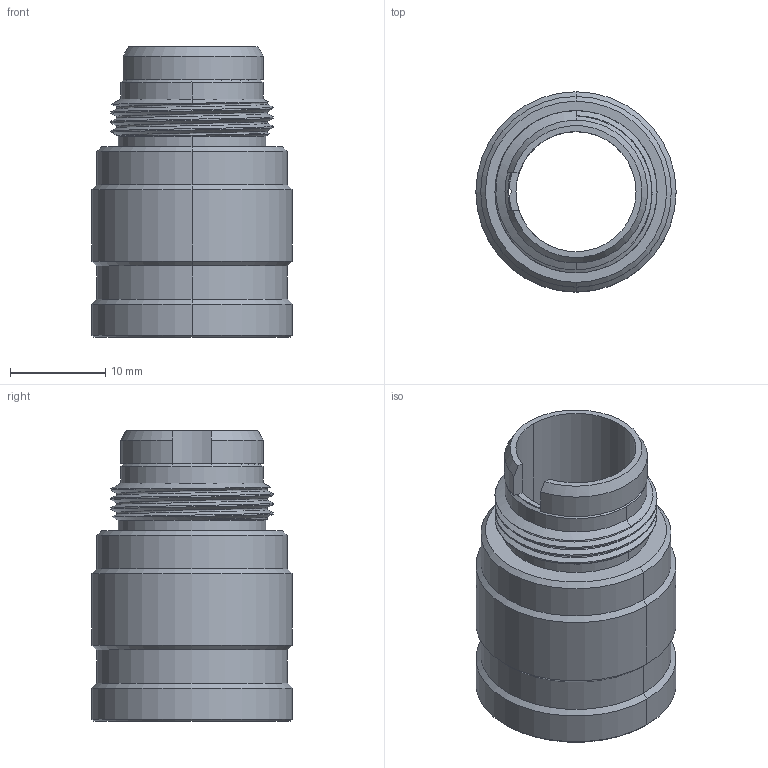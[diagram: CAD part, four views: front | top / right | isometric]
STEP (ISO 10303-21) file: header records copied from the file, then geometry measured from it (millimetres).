
FILE_DESCRIPTION((''),'2;1');
FILE_NAME('13301PM16_ASM','2017-11-15T10:21:34',('laurentbigonski'),('NET AG system integration'),'CREO PARAMETRIC BY PTC INC, 2017260','CREO PARAMETRIC BY PTC INC, 2017260','');
FILE_SCHEMA(('AUTOMOTIVE_DESIGN { 1 0 10303 214 1 1 1 1 }'));
Length unit declared in the file: millimetre
Products named in the file (3): 3308_0421_XXX; 506303_001_XX; 13301PM16_ASM
Assembly tree (2 placements, depth 2):
  13301PM16_ASM
    3308_0421_XXX
    506303_001_XX
Bounding box: 21 x 21 x 30.5 mm (x, y, z)
Volume: 3871 mm3; surface area: 4924.4 mm2
Topology: 2 solids, 2 shells, 80 faces, 195 edges, 121 vertices
Faces by surface type: cylinder 38, cone 19, plane 13, bspline 9, torus 1
Entity records: 6920 total; most frequent: CARTESIAN_POINT 4795, DIRECTION 406, ORIENTED_EDGE 390, EDGE_CURVE 195, AXIS2_PLACEMENT_3D 161, VERTEX_POINT 121, EDGE_LOOP 86, FACE_OUTER_BOUND 80
